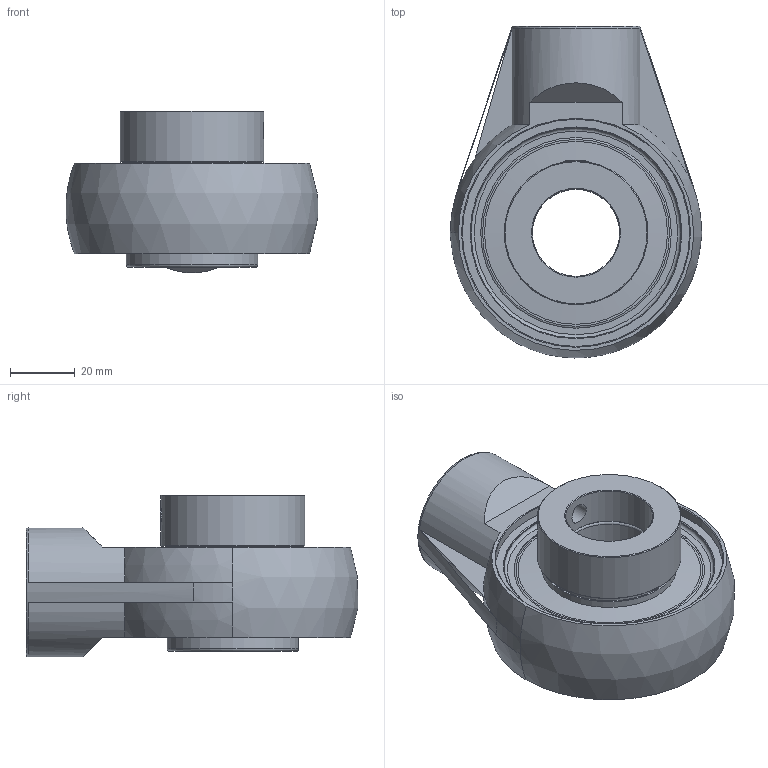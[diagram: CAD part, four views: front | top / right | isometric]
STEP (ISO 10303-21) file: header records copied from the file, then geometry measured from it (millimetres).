
FILE_DESCRIPTION(('HOOPS Exchange Step'),'2;1');
FILE_NAME('export-867B3AFE-2DD1-4A8C-BF1D-7EC24598EAA5.stp','2020-05-19T08:53:53-07:00',('dkerr'),('Alibre'),'HOOPS Exchange 2020.0','Alibre','Unknown authorisation');
FILE_SCHEMA( ('AP242_MANAGED_MODEL_BASED_3D_ENGINEERING_MIM_LF {1 0 10303 442 1 1 4 }') );
Length unit declared in the file: inch
Products named in the file (8): MRN SHAM L4L 206; SHC 206-17 L4L (1.0625inch) (Race); SHC 206 (Shield); SHC 206 (Ball Bearing); SHC 206-17 (Collar); SHC 206 (Setscrew); MRN SHC 206-17 L4L (1.0625inch); MRN SHCSHAM 206-17 L4L (1.0625inch)
Assembly tree (7 placements, depth 3):
  MRN SHCSHAM 206-17 L4L (1.0625inch)
    MRN SHAM L4L 206
    MRN SHC 206-17 L4L (1.0625inch)
      SHC 206-17 L4L (1.0625inch) (Race)
      SHC 206 (Shield)
      SHC 206 (Ball Bearing)
      SHC 206-17 (Collar)
      SHC 206 (Setscrew)
Bounding box: 77.97 x 102.7 x 50.1 mm (x, y, z)
Volume: 122279.9 mm3; surface area: 51981.5 mm2
Topology: 16 solids, 16 shells, 145 faces, 387 edges, 254 vertices
Faces by surface type: cylinder 44, plane 43, sphere 21, cone 17, torus 14, bspline 6
Full cylindrical faces by diameter (mm): 6.35 x7, 19.05 x1, 26.987 x2, 37.631 x2, 40.64 x4, 41.656 x2, 44.5 x1, 55.093 x2, 56.642 x4, 65.017 x2, 70.35 x1
Entity records: 11344 total; most frequent: CARTESIAN_POINT 7502, DIRECTION 832, ORIENTED_EDGE 722, AXIS2_PLACEMENT_3D 364, EDGE_CURVE 361, VERTEX_POINT 254, CIRCLE 200, EDGE_LOOP 165
